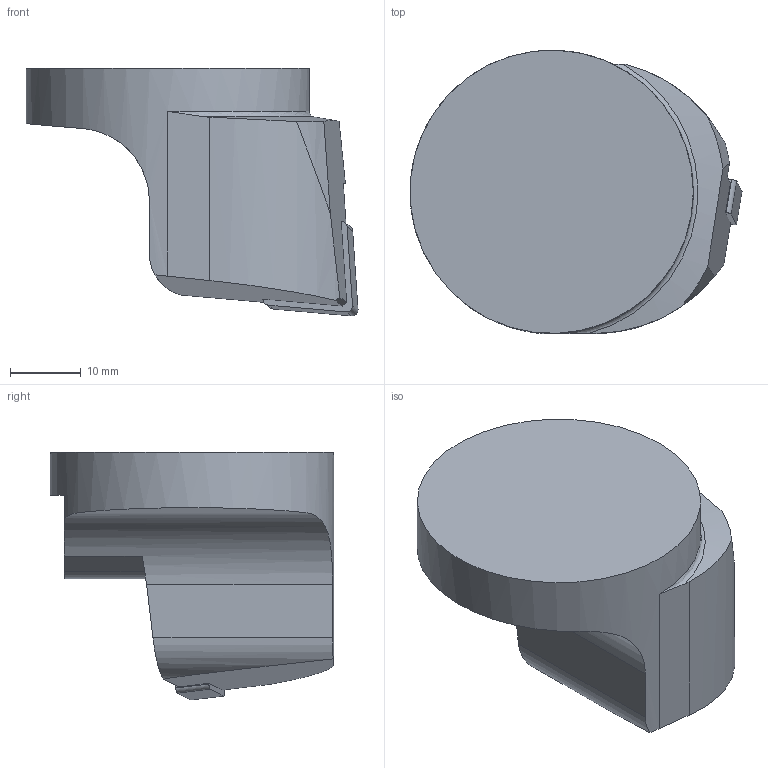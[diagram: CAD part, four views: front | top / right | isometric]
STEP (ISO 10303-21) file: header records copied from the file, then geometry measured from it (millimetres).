
FILE_DESCRIPTION(/* description */ (''),/* implementation_level */ '2;1');
FILE_NAME(/* name */ '1642340841725.stp',/* time_stamp */ '2022-01-16T19:17:41+06:00',/* author */ (''),/* organization */ ('SMS'),/* preprocessor_version */ 'ST-DEVELOPER v16.7',/* originating_system */ 'SIEMENS PLM Software NX 12.0',/* authorisation */ '');
FILE_SCHEMA (('AUTOMOTIVE_DESIGN { 1 0 10303 214 3 1 1 1 }'));
Length unit declared in the file: millimetre
Products named in the file (4): ASSEMBLY_CONSTRUCTION; 201665321mod000_01; IsoTurningInsert; 201665203mod000_01
Assembly tree (3 placements, depth 2):
  201665203mod000_01
    IsoTurningInsert
    201665321mod000_01
    ASSEMBLY_CONSTRUCTION
Bounding box: 46.87 x 40 x 35 mm (x, y, z)
Volume: 27906.8 mm3; surface area: 6960.8 mm2
Topology: 2 solids, 4 shells, 45 faces, 117 edges, 88 vertices
Faces by surface type: plane 24, cylinder 13, cone 6, extrusion 1, torus 1
Full cylindrical faces by diameter (mm): 5.156 x2, 40 x1
Entity records: 1617 total; most frequent: CARTESIAN_POINT 371, DIRECTION 237, ORIENTED_EDGE 206, EDGE_CURVE 103, AXIS2_PLACEMENT_3D 93, VERTEX_POINT 74, EDGE_LOOP 53, VECTOR 51
